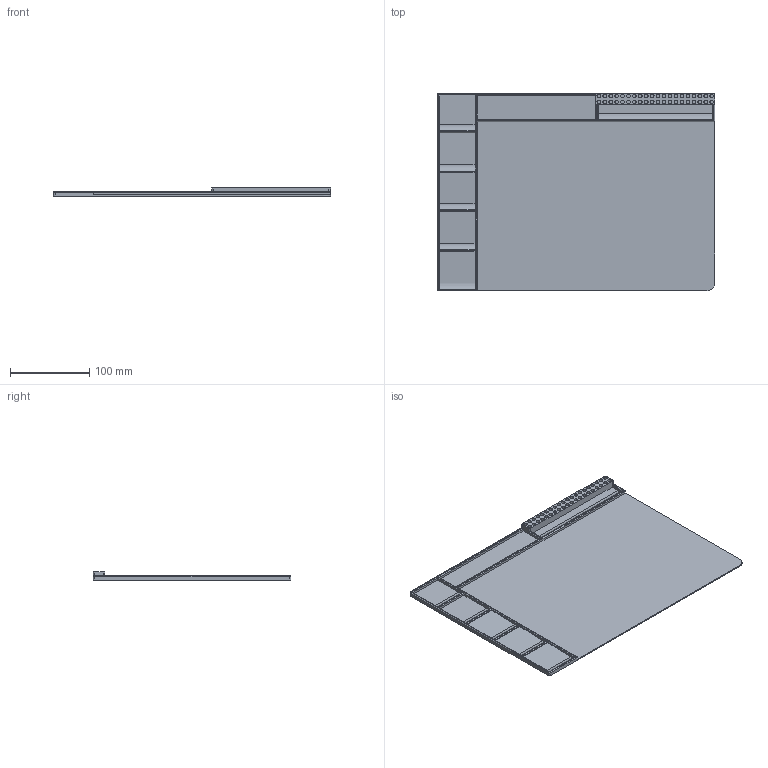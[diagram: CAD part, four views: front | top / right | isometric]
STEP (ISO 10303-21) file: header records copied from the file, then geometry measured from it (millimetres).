
FILE_DESCRIPTION(/* description */ (''),/* implementation_level */ '2;1');
FILE_NAME(/* name */ 'Electronics mat v3.step',/* time_stamp */ '2019-10-15T21:33:34-06:00',/* author */ (''),/* organization */ (''),/* preprocessor_version */ 'ST-DEVELOPER v18',/* originating_system */ 'Autodesk Translation Framework v8.6.0.1094',/* authorisation */ '');
FILE_SCHEMA (('AUTOMOTIVE_DESIGN { 1 0 10303 214 3 1 1 }'));
Length unit declared in the file: millimetre
Products named in the file (1): Electronics matt
Bounding box: 350 x 250 x 10.5 mm (x, y, z)
Volume: 167008 mm3; surface area: 192137.8 mm2
Topology: 1 solids, 1 shells, 175 faces, 359 edges, 231 vertices
Faces by surface type: cylinder 89, plane 84, bspline 2
Full cylindrical faces by diameter (mm): 4.5 x40
Entity records: 4758 total; most frequent: CARTESIAN_POINT 910, DIRECTION 839, ORIENTED_EDGE 718, EDGE_CURVE 359, AXIS2_PLACEMENT_3D 322, VERTEX_POINT 231, EDGE_LOOP 220, LINE 195
